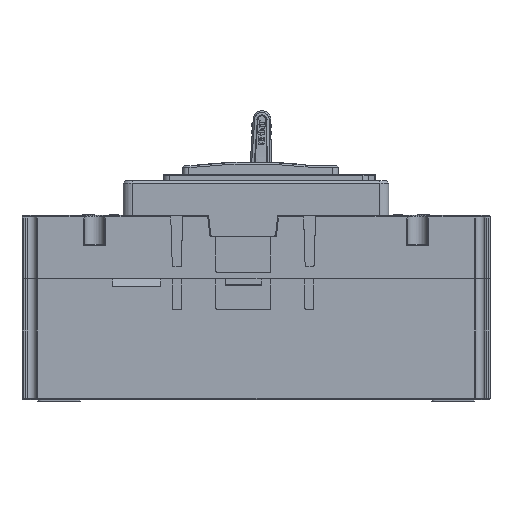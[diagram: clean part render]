
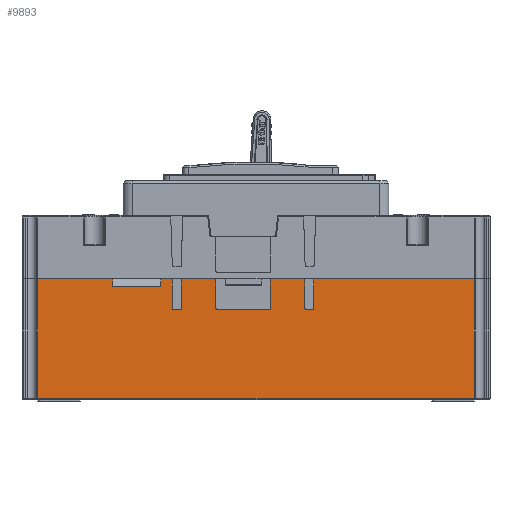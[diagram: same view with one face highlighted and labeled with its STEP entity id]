
A CAD part, left-side view. The second image highlights one B-rep face of the part: STEP entity #9893.
In plain terms, the highlighted planar face has unit normal (-1, 0, 0).
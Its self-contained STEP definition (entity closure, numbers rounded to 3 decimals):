
#4059=PLANE('',#106078);
#9893=ADVANCED_FACE('',(#16495),#4059,.T.);
#16495=FACE_OUTER_BOUND('',#22064,.T.);
#22064=EDGE_LOOP('',(#46350,#46351,#46352,#46353,#46354,#46355,#46356,#46357,
#46358,#46359,#46360,#46361,#46362,#46363,#46364,#46365,#46366,#46367,#46368,
#46369,#46370,#46371,#46372,#46373,#46374,#46375));
#25970=CIRCLE('',#106072,0.5);
#25971=CIRCLE('',#106073,0.5);
#25972=CIRCLE('',#106074,0.5);
#25973=CIRCLE('',#106075,0.5);
#25974=CIRCLE('',#106076,0.5);
#25975=CIRCLE('',#106077,0.5);
#46350=ORIENTED_EDGE('',*,*,#74750,.F.);
#46351=ORIENTED_EDGE('',*,*,#74751,.T.);
#46352=ORIENTED_EDGE('',*,*,#74752,.T.);
#46353=ORIENTED_EDGE('',*,*,#74753,.T.);
#46354=ORIENTED_EDGE('',*,*,#74754,.T.);
#46355=ORIENTED_EDGE('',*,*,#74755,.F.);
#46356=ORIENTED_EDGE('',*,*,#74756,.T.);
#46357=ORIENTED_EDGE('',*,*,#74757,.T.);
#46358=ORIENTED_EDGE('',*,*,#74758,.F.);
#46359=ORIENTED_EDGE('',*,*,#74759,.T.);
#46360=ORIENTED_EDGE('',*,*,#74760,.F.);
#46361=ORIENTED_EDGE('',*,*,#74761,.F.);
#46362=ORIENTED_EDGE('',*,*,#74762,.F.);
#46363=ORIENTED_EDGE('',*,*,#74763,.T.);
#46364=ORIENTED_EDGE('',*,*,#74764,.T.);
#46365=ORIENTED_EDGE('',*,*,#74765,.T.);
#46366=ORIENTED_EDGE('',*,*,#74766,.T.);
#46367=ORIENTED_EDGE('',*,*,#74767,.F.);
#46368=ORIENTED_EDGE('',*,*,#74768,.F.);
#46369=ORIENTED_EDGE('',*,*,#74769,.T.);
#46370=ORIENTED_EDGE('',*,*,#74770,.T.);
#46371=ORIENTED_EDGE('',*,*,#74771,.F.);
#46372=ORIENTED_EDGE('',*,*,#74772,.T.);
#46373=ORIENTED_EDGE('',*,*,#74773,.T.);
#46374=ORIENTED_EDGE('',*,*,#74774,.T.);
#46375=ORIENTED_EDGE('',*,*,#74775,.F.);
#61985=VERTEX_POINT('',#167084);
#61986=VERTEX_POINT('',#167085);
#61987=VERTEX_POINT('',#167087);
#61988=VERTEX_POINT('',#167089);
#61989=VERTEX_POINT('',#167091);
#61990=VERTEX_POINT('',#167093);
#61991=VERTEX_POINT('',#167095);
#61992=VERTEX_POINT('',#167097);
#61993=VERTEX_POINT('',#167099);
#61994=VERTEX_POINT('',#167101);
#61995=VERTEX_POINT('',#167103);
#61996=VERTEX_POINT('',#167105);
#61997=VERTEX_POINT('',#167107);
#61998=VERTEX_POINT('',#167109);
#61999=VERTEX_POINT('',#167111);
#62000=VERTEX_POINT('',#167113);
#62001=VERTEX_POINT('',#167115);
#62002=VERTEX_POINT('',#167117);
#62003=VERTEX_POINT('',#167119);
#62004=VERTEX_POINT('',#167121);
#62005=VERTEX_POINT('',#167123);
#62006=VERTEX_POINT('',#167125);
#62007=VERTEX_POINT('',#167127);
#62008=VERTEX_POINT('',#167129);
#62009=VERTEX_POINT('',#167131);
#62010=VERTEX_POINT('',#167133);
#74750=EDGE_CURVE('',#61985,#61986,#86300,.T.);
#74751=EDGE_CURVE('',#61985,#61987,#25970,.T.);
#74752=EDGE_CURVE('',#61987,#61988,#86301,.T.);
#74753=EDGE_CURVE('',#61988,#61989,#25971,.T.);
#74754=EDGE_CURVE('',#61989,#61990,#86302,.T.);
#74755=EDGE_CURVE('',#61991,#61990,#86303,.T.);
#74756=EDGE_CURVE('',#61991,#61992,#86304,.T.);
#74757=EDGE_CURVE('',#61992,#61993,#25972,.T.);
#74758=EDGE_CURVE('',#61994,#61993,#86305,.T.);
#74759=EDGE_CURVE('',#61994,#61995,#25973,.T.);
#74760=EDGE_CURVE('',#61996,#61995,#86306,.T.);
#74761=EDGE_CURVE('',#61997,#61996,#86307,.T.);
#74762=EDGE_CURVE('',#61998,#61997,#86308,.T.);
#74763=EDGE_CURVE('',#61998,#61999,#25974,.T.);
#74764=EDGE_CURVE('',#61999,#62000,#86309,.T.);
#74765=EDGE_CURVE('',#62000,#62001,#25975,.T.);
#74766=EDGE_CURVE('',#62001,#62002,#86310,.T.);
#74767=EDGE_CURVE('',#62003,#62002,#86311,.T.);
#74768=EDGE_CURVE('',#62004,#62003,#86312,.T.);
#74769=EDGE_CURVE('',#62004,#62005,#86313,.T.);
#74770=EDGE_CURVE('',#62005,#62006,#86314,.T.);
#74771=EDGE_CURVE('',#62007,#62006,#86315,.T.);
#74772=EDGE_CURVE('',#62007,#62008,#86316,.T.);
#74773=EDGE_CURVE('',#62008,#62009,#86317,.T.);
#74774=EDGE_CURVE('',#62009,#62010,#86318,.T.);
#74775=EDGE_CURVE('',#61986,#62010,#86319,.T.);
#86300=LINE('',#167083,#96987);
#86301=LINE('',#167088,#96988);
#86302=LINE('',#167092,#96989);
#86303=LINE('',#167094,#96990);
#86304=LINE('',#167096,#96991);
#86305=LINE('',#167100,#96992);
#86306=LINE('',#167104,#96993);
#86307=LINE('',#167106,#96994);
#86308=LINE('',#167108,#96995);
#86309=LINE('',#167112,#96996);
#86310=LINE('',#167116,#96997);
#86311=LINE('',#167118,#96998);
#86312=LINE('',#167120,#96999);
#86313=LINE('',#167122,#97000);
#86314=LINE('',#167124,#97001);
#86315=LINE('',#167126,#97002);
#86316=LINE('',#167128,#97003);
#86317=LINE('',#167130,#97004);
#86318=LINE('',#167132,#97005);
#86319=LINE('',#167134,#97006);
#96987=VECTOR('',#126799,1.);
#96988=VECTOR('',#126802,1.);
#96989=VECTOR('',#126805,1.);
#96990=VECTOR('',#126806,1.);
#96991=VECTOR('',#126807,1.);
#96992=VECTOR('',#126810,1.);
#96993=VECTOR('',#126813,1.);
#96994=VECTOR('',#126814,1.);
#96995=VECTOR('',#126815,1.);
#96996=VECTOR('',#126818,1.);
#96997=VECTOR('',#126821,1.);
#96998=VECTOR('',#126822,1.);
#96999=VECTOR('',#126823,1.);
#97000=VECTOR('',#126824,1.);
#97001=VECTOR('',#126825,1.);
#97002=VECTOR('',#126826,1.);
#97003=VECTOR('',#126827,1.);
#97004=VECTOR('',#126828,1.);
#97005=VECTOR('',#126829,1.);
#97006=VECTOR('',#126830,1.);
#106072=AXIS2_PLACEMENT_3D('',#167086,#126800,#126801);
#106073=AXIS2_PLACEMENT_3D('',#167090,#126803,#126804);
#106074=AXIS2_PLACEMENT_3D('',#167098,#126808,#126809);
#106075=AXIS2_PLACEMENT_3D('',#167102,#126811,#126812);
#106076=AXIS2_PLACEMENT_3D('',#167110,#126816,#126817);
#106077=AXIS2_PLACEMENT_3D('',#167114,#126819,#126820);
#106078=AXIS2_PLACEMENT_3D('',#167135,#126831,#126832);
#126799=DIRECTION('',(0.,0.,1.));
#126800=DIRECTION('',(1.,0.,0.));
#126801=DIRECTION('',(0.,0.,1.));
#126802=DIRECTION('',(0.,1.,0.));
#126803=DIRECTION('',(1.,0.,0.));
#126804=DIRECTION('',(0.,0.,1.));
#126805=DIRECTION('',(0.,0.,1.));
#126806=DIRECTION('',(0.,-1.,0.));
#126807=DIRECTION('',(0.,0.,-1.));
#126808=DIRECTION('',(1.,0.,0.));
#126809=DIRECTION('',(0.,0.,1.));
#126810=DIRECTION('',(0.,-1.,0.));
#126811=DIRECTION('',(1.,0.,0.));
#126812=DIRECTION('',(0.,0.,1.));
#126813=DIRECTION('',(0.,0.,-1.));
#126814=DIRECTION('',(0.,-1.,0.));
#126815=DIRECTION('',(0.,0.,1.));
#126816=DIRECTION('',(1.,0.,0.));
#126817=DIRECTION('',(0.,0.,1.));
#126818=DIRECTION('',(0.,1.,0.));
#126819=DIRECTION('',(1.,0.,0.));
#126820=DIRECTION('',(0.,0.,1.));
#126821=DIRECTION('',(0.,0.,1.));
#126822=DIRECTION('',(0.,-1.,0.));
#126823=DIRECTION('',(0.,0.,1.));
#126824=DIRECTION('',(0.,1.,0.));
#126825=DIRECTION('',(0.,0.,1.));
#126826=DIRECTION('',(0.,-1.,0.));
#126827=DIRECTION('',(0.,0.,-1.));
#126828=DIRECTION('',(0.,-1.,0.));
#126829=DIRECTION('',(0.,0.,1.));
#126830=DIRECTION('',(0.,-1.,0.));
#126831=DIRECTION('',(-1.,0.,0.));
#126832=DIRECTION('',(0.,-1.,0.));
#167083=CARTESIAN_POINT('',(549.,58.3,-40.));
#167084=CARTESIAN_POINT('',(549.,58.3,-9.8));
#167085=CARTESIAN_POINT('',(549.,58.3,0.));
#167086=CARTESIAN_POINT('',(549.,58.8,-9.8));
#167087=CARTESIAN_POINT('',(549.,58.8,-10.3));
#167088=CARTESIAN_POINT('',(549.,155.,-10.3));
#167089=CARTESIAN_POINT('',(549.,60.8,-10.3));
#167090=CARTESIAN_POINT('',(549.,60.8,-9.8));
#167091=CARTESIAN_POINT('',(549.,61.3,-9.8));
#167092=CARTESIAN_POINT('',(549.,61.3,-10.3));
#167093=CARTESIAN_POINT('',(549.,61.3,0.));
#167094=CARTESIAN_POINT('',(549.,77.5,0.));
#167095=CARTESIAN_POINT('',(549.,72.75,0.));
#167096=CARTESIAN_POINT('',(549.,72.75,10.7));
#167097=CARTESIAN_POINT('',(549.,72.75,-9.8));
#167098=CARTESIAN_POINT('',(549.,73.25,-9.8));
#167099=CARTESIAN_POINT('',(549.,73.25,-10.3));
#167100=CARTESIAN_POINT('',(549.,77.5,-10.3));
#167101=CARTESIAN_POINT('',(549.,90.25,-10.3));
#167102=CARTESIAN_POINT('',(549.,90.25,-9.8));
#167103=CARTESIAN_POINT('',(549.,90.75,-9.8));
#167104=CARTESIAN_POINT('',(549.,90.75,10.7));
#167105=CARTESIAN_POINT('',(549.,90.75,0.));
#167106=CARTESIAN_POINT('',(549.,77.5,0.));
#167107=CARTESIAN_POINT('',(549.,102.2,0.));
#167108=CARTESIAN_POINT('',(549.,102.2,-40.));
#167109=CARTESIAN_POINT('',(549.,102.2,-9.8));
#167110=CARTESIAN_POINT('',(549.,102.7,-9.8));
#167111=CARTESIAN_POINT('',(549.,102.7,-10.3));
#167112=CARTESIAN_POINT('',(549.,155.,-10.3));
#167113=CARTESIAN_POINT('',(549.,104.7,-10.3));
#167114=CARTESIAN_POINT('',(549.,104.7,-9.8));
#167115=CARTESIAN_POINT('',(549.,105.2,-9.8));
#167116=CARTESIAN_POINT('',(549.,105.2,-10.3));
#167117=CARTESIAN_POINT('',(549.,105.2,0.));
#167118=CARTESIAN_POINT('',(549.,140.672,0.));
#167119=CARTESIAN_POINT('',(549.,109.,0.));
#167120=CARTESIAN_POINT('',(549.,109.,-2.5));
#167121=CARTESIAN_POINT('',(549.,109.,-2.5));
#167122=CARTESIAN_POINT('',(549.,109.,-2.5));
#167123=CARTESIAN_POINT('',(549.,125.,-2.5));
#167124=CARTESIAN_POINT('',(549.,125.,-2.5));
#167125=CARTESIAN_POINT('',(549.,125.,0.));
#167126=CARTESIAN_POINT('',(549.,140.672,0.));
#167127=CARTESIAN_POINT('',(549.,149.806,0.));
#167128=CARTESIAN_POINT('',(549.,149.806,-40.));
#167129=CARTESIAN_POINT('',(549.,149.806,-39.5));
#167130=CARTESIAN_POINT('',(549.,155.,-39.5));
#167131=CARTESIAN_POINT('',(549.,5.194,-39.5));
#167132=CARTESIAN_POINT('',(549.,5.194,0.));
#167133=CARTESIAN_POINT('',(549.,5.194,0.));
#167134=CARTESIAN_POINT('',(549.,58.15,0.));
#167135=CARTESIAN_POINT('',(549.,155.,-40.));
